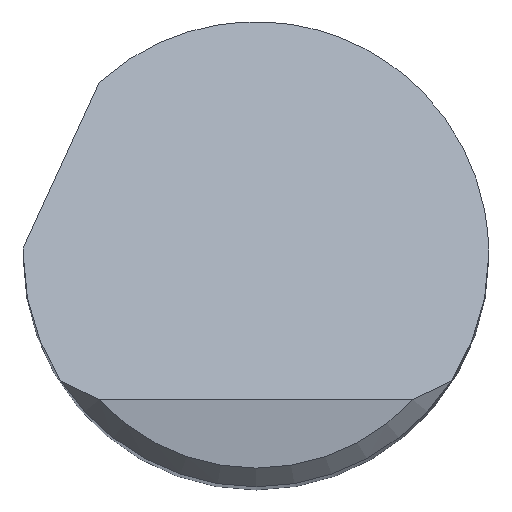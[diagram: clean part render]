
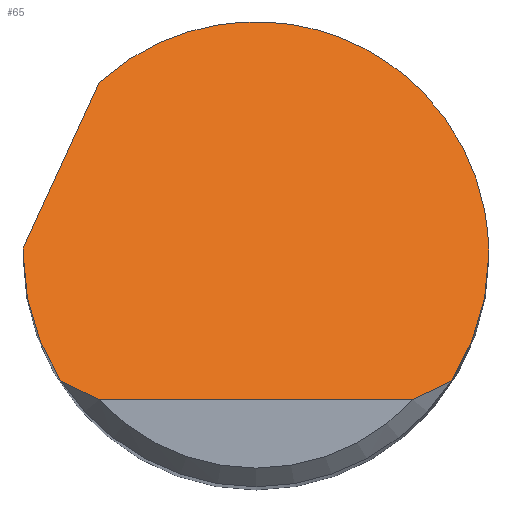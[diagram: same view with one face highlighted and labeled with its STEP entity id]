
A CAD part, top view. The second image highlights one B-rep face of the part: STEP entity #65.
In plain terms, the highlighted planar face has unit normal (0, 0.707, 0.707).
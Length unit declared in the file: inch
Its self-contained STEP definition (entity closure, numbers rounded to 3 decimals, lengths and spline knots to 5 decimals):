
#1 = EDGE_CURVE ( 'NONE', #253, #188, #644, .T. ) ;
#5 = CARTESIAN_POINT ( 'NONE',  ( -0.18748, 0.00333, 2.37917 ) ) ;
#23 =( BOUNDED_CURVE ( )  B_SPLINE_CURVE ( 3, ( #71, #614, #5, #197 ),
 .UNSPECIFIED., .F., .T. ) 
 B_SPLINE_CURVE_WITH_KNOTS ( ( 4, 4 ),
 ( 4.71239, 4.73906 ),
 .UNSPECIFIED. ) 
 CURVE ( )  GEOMETRIC_REPRESENTATION_ITEM ( )  RATIONAL_B_SPLINE_CURVE ( ( 1., 1., 1., 1. ) ) 
 REPRESENTATION_ITEM ( '' )  );
#52 = EDGE_CURVE ( 'NONE', #352, #740, #193, .T. ) ;
#65 = ADVANCED_FACE ( 'NONE', ( #165 ), #373, .F. ) ;
#71 = CARTESIAN_POINT ( 'NONE',  ( -0.1875, 0., 2.3825 ) ) ;
#103 = CARTESIAN_POINT ( 'NONE',  ( -0.157, -0.1025, 2.485 ) ) ;
#122 = ORIENTED_EDGE ( 'NONE', *, *, #623, .T. ) ;
#131 = CARTESIAN_POINT ( 'NONE',  ( 0.1875, 0., 2.3825 ) ) ;
#132 = CARTESIAN_POINT ( 'NONE',  ( 0.12629, -0.1175, 2.5 ) ) ;
#135 = CARTESIAN_POINT ( 'NONE',  ( 0.157, -0.1025, 2.485 ) ) ;
#136 = CARTESIAN_POINT ( 'NONE',  ( -0.157, -0.1025, 2.485 ) ) ;
#150 = CARTESIAN_POINT ( 'NONE',  ( -0.1875, 0., 2.3825 ) ) ;
#165 = FACE_OUTER_BOUND ( 'NONE', #488, .T. ) ;
#167 = VECTOR ( 'NONE', #638, 39.37008 ) ;
#176 = ORIENTED_EDGE ( 'NONE', *, *, #372, .F. ) ;
#188 = VERTEX_POINT ( 'NONE', #795 ) ;
#193 = B_SPLINE_CURVE_WITH_KNOTS ( 'NONE', 3,
 ( #103, #735, #871, #380 ),
 .UNSPECIFIED., .F., .F.,
 ( 4, 4 ),
 ( 0., 0.00095 ),
 .UNSPECIFIED. ) ;
#197 = CARTESIAN_POINT ( 'NONE',  ( -0.18743, 0.005, 2.3775 ) ) ;
#217 = EDGE_CURVE ( 'NONE', #740, #542, #409, .T. ) ;
#228 = VECTOR ( 'NONE', #692, 39.37008 ) ;
#234 = ORIENTED_EDGE ( 'NONE', *, *, #217, .T. ) ;
#253 = VERTEX_POINT ( 'NONE', #131 ) ;
#279 = AXIS2_PLACEMENT_3D ( 'NONE', #513, #789, #667 ) ;
#290 = ORIENTED_EDGE ( 'NONE', *, *, #350, .F. ) ;
#293 = CARTESIAN_POINT ( 'NONE',  ( -0.157, -0.1025, 2.485 ) ) ;
#294 = CARTESIAN_POINT ( 'NONE',  ( 0.1875, -0.03666, 2.41916 ) ) ;
#296 = CARTESIAN_POINT ( 'NONE',  ( 0.1875, 0., 2.3825 ) ) ;
#344 = CARTESIAN_POINT ( 'NONE',  ( 0.1369, -0.11288, 2.49538 ) ) ;
#350 = EDGE_CURVE ( 'NONE', #352, #825, #493, .T. ) ;
#351 = LINE ( 'NONE', #425, #167 ) ;
#352 = VERTEX_POINT ( 'NONE', #136 ) ;
#364 = CARTESIAN_POINT ( 'NONE',  ( 0.17704, -0.0718, 2.4543 ) ) ;
#372 = EDGE_CURVE ( 'NONE', #767, #886, #351, .T. ) ;
#373 = PLANE ( 'NONE',  #279 ) ;
#380 = CARTESIAN_POINT ( 'NONE',  ( -0.12629, -0.1175, 2.5 ) ) ;
#388 = EDGE_CURVE ( 'NONE', #886, #253, #892, .T. ) ;
#396 = CARTESIAN_POINT ( 'NONE',  ( 0., -0.1175, 2.5 ) ) ;
#409 = LINE ( 'NONE', #396, #228 ) ;
#423 = CARTESIAN_POINT ( 'NONE',  ( 0.1875, 0., 2.3825 ) ) ;
#425 = CARTESIAN_POINT ( 'NONE',  ( -0.23821, -0.10589, 2.48839 ) ) ;
#445 = CARTESIAN_POINT ( 'NONE',  ( -0.12625, 0.13863, 2.24387 ) ) ;
#486 = B_SPLINE_CURVE_WITH_KNOTS ( 'NONE', 3,
 ( #686, #344, #762, #135 ),
 .UNSPECIFIED., .F., .F.,
 ( 4, 4 ),
 ( 0., 0.00095 ),
 .UNSPECIFIED. ) ;
#488 = EDGE_LOOP ( 'NONE', ( #234, #122, #515, #639, #176, #559, #290, #687 ) ) ;
#493 =( BOUNDED_CURVE ( )  B_SPLINE_CURVE ( 3, ( #293, #494, #558, #150 ),
 .UNSPECIFIED., .F., .T. ) 
 B_SPLINE_CURVE_WITH_KNOTS ( ( 4, 4 ),
 ( 4.13401, 4.71239 ),
 .UNSPECIFIED. ) 
 CURVE ( )  GEOMETRIC_REPRESENTATION_ITEM ( )  RATIONAL_B_SPLINE_CURVE ( ( 1., 0.972, 0.972, 1. ) ) 
 REPRESENTATION_ITEM ( '' )  );
#494 = CARTESIAN_POINT ( 'NONE',  ( -0.17704, -0.0718, 2.4543 ) ) ;
#510 = CARTESIAN_POINT ( 'NONE',  ( -0.12629, -0.1175, 2.5 ) ) ;
#513 = CARTESIAN_POINT ( 'NONE',  ( -0.1875, -0.1175, 2.5 ) ) ;
#514 = CARTESIAN_POINT ( 'NONE',  ( -0.1875, 0., 2.3825 ) ) ;
#515 = ORIENTED_EDGE ( 'NONE', *, *, #1, .F. ) ;
#542 = VERTEX_POINT ( 'NONE', #132 ) ;
#553 = EDGE_CURVE ( 'NONE', #825, #767, #23, .T. ) ;
#558 = CARTESIAN_POINT ( 'NONE',  ( -0.1875, -0.03666, 2.41916 ) ) ;
#559 = ORIENTED_EDGE ( 'NONE', *, *, #553, .F. ) ;
#564 = CARTESIAN_POINT ( 'NONE',  ( 0.157, -0.1025, 2.485 ) ) ;
#614 = CARTESIAN_POINT ( 'NONE',  ( -0.1875, 0.00167, 2.38083 ) ) ;
#623 = EDGE_CURVE ( 'NONE', #542, #188, #486, .T. ) ;
#638 = DIRECTION ( 'NONE',  ( 0.308, 0.673, -0.673 ) ) ;
#639 = ORIENTED_EDGE ( 'NONE', *, *, #388, .F. ) ;
#644 =( BOUNDED_CURVE ( )  B_SPLINE_CURVE ( 3, ( #423, #294, #364, #564 ),
 .UNSPECIFIED., .F., .T. ) 
 B_SPLINE_CURVE_WITH_KNOTS ( ( 4, 4 ),
 ( 1.5708, 2.14917 ),
 .UNSPECIFIED. ) 
 CURVE ( )  GEOMETRIC_REPRESENTATION_ITEM ( )  RATIONAL_B_SPLINE_CURVE ( ( 1., 0.972, 0.972, 1. ) ) 
 REPRESENTATION_ITEM ( '' )  );
#667 = DIRECTION ( 'NONE',  ( 0., 0.707, -0.707 ) ) ;
#686 = CARTESIAN_POINT ( 'NONE',  ( 0.12629, -0.1175, 2.5 ) ) ;
#687 = ORIENTED_EDGE ( 'NONE', *, *, #52, .T. ) ;
#692 = DIRECTION ( 'NONE',  ( 1., 0., 0. ) ) ;
#711 = CARTESIAN_POINT ( 'NONE',  ( 0.014, 0.26635, 2.11615 ) ) ;
#735 = CARTESIAN_POINT ( 'NONE',  ( -0.14711, -0.10785, 2.49035 ) ) ;
#740 = VERTEX_POINT ( 'NONE', #510 ) ;
#762 = CARTESIAN_POINT ( 'NONE',  ( 0.14711, -0.10785, 2.49035 ) ) ;
#767 = VERTEX_POINT ( 'NONE', #841 ) ;
#773 = CARTESIAN_POINT ( 'NONE',  ( -0.12625, 0.13863, 2.24387 ) ) ;
#789 = DIRECTION ( 'NONE',  ( 0., -0.707, -0.707 ) ) ;
#795 = CARTESIAN_POINT ( 'NONE',  ( 0.157, -0.1025, 2.485 ) ) ;
#825 = VERTEX_POINT ( 'NONE', #514 ) ;
#841 = CARTESIAN_POINT ( 'NONE',  ( -0.18743, 0.005, 2.3775 ) ) ;
#842 = CARTESIAN_POINT ( 'NONE',  ( 0.1875, 0.18969, 2.19281 ) ) ;
#871 = CARTESIAN_POINT ( 'NONE',  ( -0.1369, -0.11288, 2.49538 ) ) ;
#886 = VERTEX_POINT ( 'NONE', #445 ) ;
#892 =( BOUNDED_CURVE ( )  B_SPLINE_CURVE ( 3, ( #773, #711, #842, #296 ),
 .UNSPECIFIED., .F., .T. ) 
 B_SPLINE_CURVE_WITH_KNOTS ( ( 4, 4 ),
 ( 5.54449, 7.85398 ),
 .UNSPECIFIED. ) 
 CURVE ( )  GEOMETRIC_REPRESENTATION_ITEM ( )  RATIONAL_B_SPLINE_CURVE ( ( 1., 0.603, 0.603, 1. ) ) 
 REPRESENTATION_ITEM ( '' )  );
